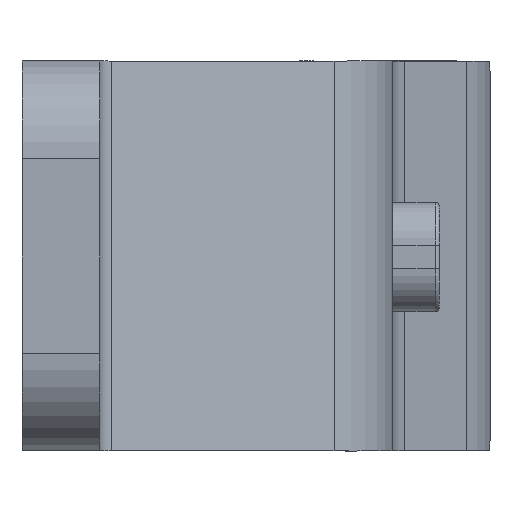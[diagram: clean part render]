
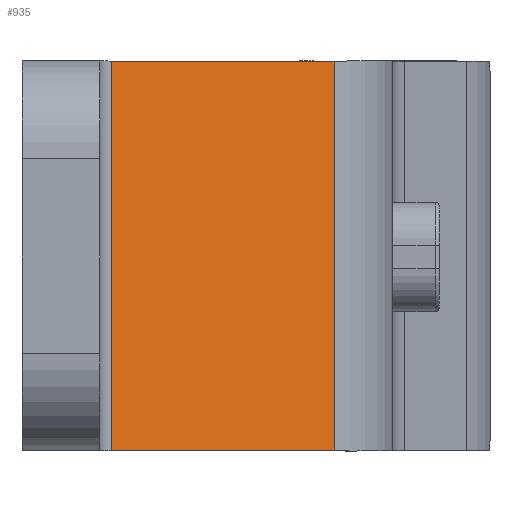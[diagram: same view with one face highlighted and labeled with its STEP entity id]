
A CAD part, left-side view. The second image highlights one B-rep face of the part: STEP entity #935.
In plain terms, the highlighted planar face has unit normal (-0.866, -0.5, 0).
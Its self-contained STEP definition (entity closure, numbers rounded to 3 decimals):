
#51=PLANE('',#1037);
#107=FACE_OUTER_BOUND('',#163,.T.);
#163=EDGE_LOOP('',(#848,#849,#850,#851));
#224=LINE('',#1522,#310);
#239=LINE('',#1564,#325);
#245=LINE('',#1584,#331);
#246=LINE('',#1586,#332);
#310=VECTOR('',#1244,1.);
#325=VECTOR('',#1275,1.);
#331=VECTOR('',#1301,1.);
#332=VECTOR('',#1304,1.);
#441=VERTEX_POINT('',#1519);
#442=VERTEX_POINT('',#1521);
#460=VERTEX_POINT('',#1561);
#461=VERTEX_POINT('',#1563);
#559=EDGE_CURVE('',#441,#442,#224,.T.);
#580=EDGE_CURVE('',#460,#461,#239,.T.);
#591=EDGE_CURVE('',#441,#461,#245,.T.);
#592=EDGE_CURVE('',#460,#442,#246,.T.);
#848=ORIENTED_EDGE('',*,*,#592,.T.);
#849=ORIENTED_EDGE('',*,*,#559,.F.);
#850=ORIENTED_EDGE('',*,*,#591,.T.);
#851=ORIENTED_EDGE('',*,*,#580,.F.);
#935=ADVANCED_FACE('',(#107),#51,.F.);
#1037=AXIS2_PLACEMENT_3D('',#1594,#1316,#1317);
#1244=DIRECTION('',(-0.5,0.866,0.));
#1275=DIRECTION('',(0.5,-0.866,0.));
#1301=DIRECTION('',(0.,0.,1.));
#1304=DIRECTION('',(0.,0.,-1.));
#1316=DIRECTION('center_axis',(0.866,0.5,0.));
#1317=DIRECTION('ref_axis',(0.5,-0.866,0.));
#1519=CARTESIAN_POINT('',(85.304,-16.,-10.));
#1521=CARTESIAN_POINT('',(78.707,-4.574,-10.));
#1522=CARTESIAN_POINT('',(78.707,-4.574,-10.));
#1561=CARTESIAN_POINT('',(78.707,-4.574,10.));
#1563=CARTESIAN_POINT('',(85.304,-16.,10.));
#1564=CARTESIAN_POINT('',(78.707,-4.574,10.));
#1584=CARTESIAN_POINT('',(85.304,-16.,9.));
#1586=CARTESIAN_POINT('',(78.707,-4.574,9.));
#1594=CARTESIAN_POINT('Origin',(78.707,-4.574,9.));
